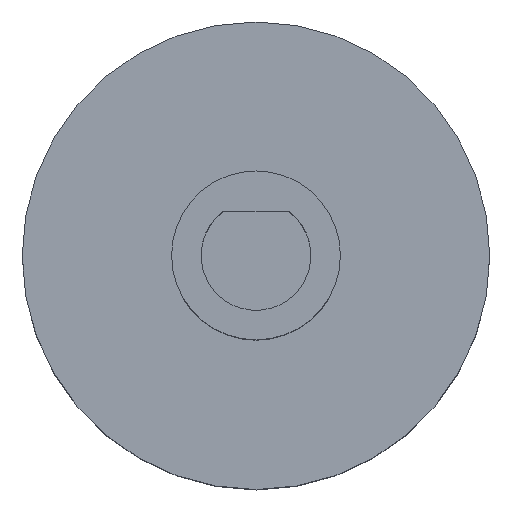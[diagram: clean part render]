
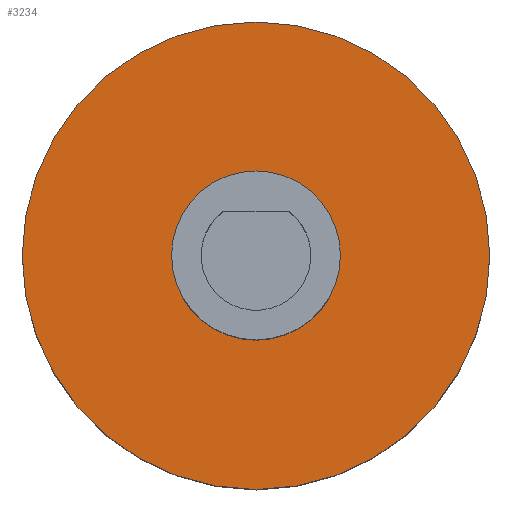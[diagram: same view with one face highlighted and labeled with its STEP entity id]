
A CAD part, top view. The second image highlights one B-rep face of the part: STEP entity #3234.
In plain terms, the highlighted planar face has unit normal (0, 0, 1).
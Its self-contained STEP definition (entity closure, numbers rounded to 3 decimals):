
#110=FACE_BOUND('',#516,.T.);
#115=CIRCLE('',#3542,4.);
#116=CIRCLE('',#3545,11.075);
#269=FACE_OUTER_BOUND('',#515,.T.);
#515=EDGE_LOOP('',(#2175));
#516=EDGE_LOOP('',(#2176));
#1435=VERTEX_POINT('',#4931);
#1436=VERTEX_POINT('',#4936);
#1730=EDGE_CURVE('',#1435,#1435,#115,.T.);
#1731=EDGE_CURVE('',#1436,#1436,#116,.T.);
#2175=ORIENTED_EDGE('',*,*,#1731,.T.);
#2176=ORIENTED_EDGE('',*,*,#1730,.T.);
#3038=PLANE('',#3544);
#3234=ADVANCED_FACE('',(#269,#110),#3038,.T.);
#3542=AXIS2_PLACEMENT_3D('',#4933,#3902,#3903);
#3544=AXIS2_PLACEMENT_3D('',#4935,#3906,#3907);
#3545=AXIS2_PLACEMENT_3D('',#4937,#3908,#3909);
#3902=DIRECTION('center_axis',(0.,0.,-1.));
#3903=DIRECTION('ref_axis',(-1.,0.,0.));
#3906=DIRECTION('center_axis',(0.,0.,1.));
#3907=DIRECTION('ref_axis',(1.,0.,0.));
#3908=DIRECTION('center_axis',(0.,0.,1.));
#3909=DIRECTION('ref_axis',(1.,0.,0.));
#4931=CARTESIAN_POINT('',(42.807,-2.799,3.399));
#4933=CARTESIAN_POINT('Origin',(38.807,-2.799,3.399));
#4935=CARTESIAN_POINT('Origin',(38.807,-2.799,3.399));
#4936=CARTESIAN_POINT('',(27.732,-2.799,3.399));
#4937=CARTESIAN_POINT('Origin',(38.807,-2.799,3.399));
